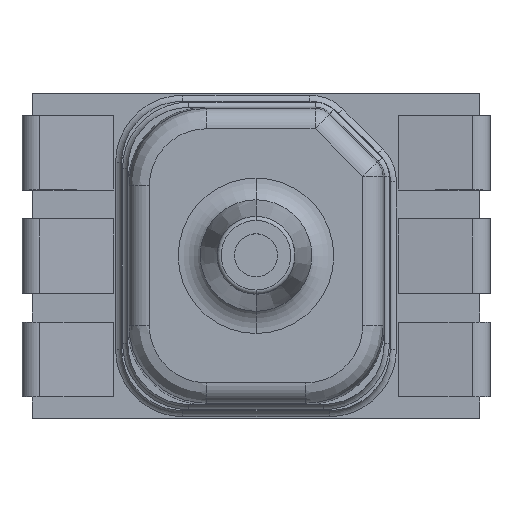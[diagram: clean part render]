
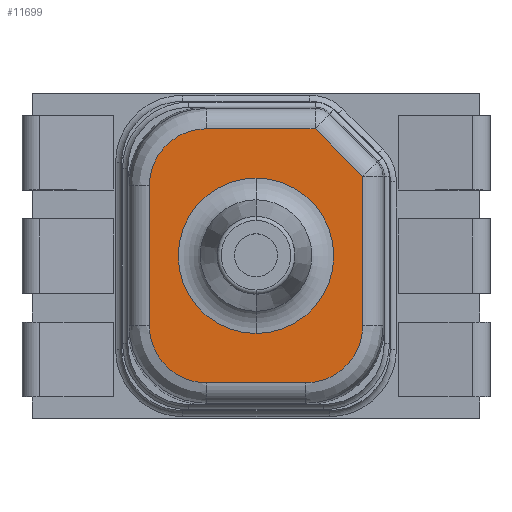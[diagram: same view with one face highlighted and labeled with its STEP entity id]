
A CAD part, top view. The second image highlights one B-rep face of the part: STEP entity #11699.
In plain terms, the highlighted planar face has unit normal (0, 0, 1).
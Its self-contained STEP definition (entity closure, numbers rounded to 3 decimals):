
#4072=DIRECTION('',(0.,1.,0.));
#4073=VECTOR('',#4072,3.671);
#4074=CARTESIAN_POINT('',(30.22,-41.72,2.61));
#4075=LINE('',#4074,#4073);
#4076=CARTESIAN_POINT('',(28.82,-43.12,2.61));
#4077=CARTESIAN_POINT('',(28.887,-43.12,2.61));
#4078=CARTESIAN_POINT('',(29.02,-43.111,2.61));
#4079=CARTESIAN_POINT('',(29.216,-43.068,2.61));
#4080=CARTESIAN_POINT('',(29.404,-42.998,2.61));
#4081=CARTESIAN_POINT('',(29.58,-42.902,2.61));
#4082=CARTESIAN_POINT('',(29.74,-42.782,2.61));
#4083=CARTESIAN_POINT('',(29.882,-42.64,2.61));
#4084=CARTESIAN_POINT('',(30.002,-42.48,2.61));
#4085=CARTESIAN_POINT('',(30.098,-42.304,2.61));
#4086=CARTESIAN_POINT('',(30.168,-42.116,2.61));
#4087=CARTESIAN_POINT('',(30.211,-41.92,2.61));
#4088=CARTESIAN_POINT('',(30.22,-41.787,2.61));
#4089=CARTESIAN_POINT('',(30.22,-41.72,2.61));
#4091=DIRECTION('',(1.,0.,0.));
#4092=VECTOR('',#4091,2.441);
#4093=CARTESIAN_POINT('',(26.38,-43.12,2.61));
#4094=LINE('',#4093,#4092);
#4095=CARTESIAN_POINT('',(24.98,-41.72,2.61));
#4096=CARTESIAN_POINT('',(24.98,-41.787,2.61));
#4097=CARTESIAN_POINT('',(24.989,-41.92,2.61));
#4098=CARTESIAN_POINT('',(25.032,-42.116,2.61));
#4099=CARTESIAN_POINT('',(25.102,-42.304,2.61));
#4100=CARTESIAN_POINT('',(25.198,-42.48,2.61));
#4101=CARTESIAN_POINT('',(25.318,-42.64,2.61));
#4102=CARTESIAN_POINT('',(25.46,-42.782,2.61));
#4103=CARTESIAN_POINT('',(25.62,-42.902,2.61));
#4104=CARTESIAN_POINT('',(25.796,-42.998,2.61));
#4105=CARTESIAN_POINT('',(25.984,-43.068,2.61));
#4106=CARTESIAN_POINT('',(26.18,-43.111,2.61));
#4107=CARTESIAN_POINT('',(26.313,-43.12,2.61));
#4108=CARTESIAN_POINT('',(26.38,-43.12,2.61));
#4110=DIRECTION('',(0.,-1.,0.));
#4111=VECTOR('',#4110,3.441);
#4112=CARTESIAN_POINT('',(24.98,-38.28,2.61));
#4113=LINE('',#4112,#4111);
#4114=CARTESIAN_POINT('',(26.38,-36.88,2.61));
#4115=CARTESIAN_POINT('',(26.313,-36.88,2.61));
#4116=CARTESIAN_POINT('',(26.18,-36.889,2.61));
#4117=CARTESIAN_POINT('',(25.984,-36.932,2.61));
#4118=CARTESIAN_POINT('',(25.796,-37.002,2.61));
#4119=CARTESIAN_POINT('',(25.62,-37.098,2.61));
#4120=CARTESIAN_POINT('',(25.46,-37.218,2.61));
#4121=CARTESIAN_POINT('',(25.318,-37.36,2.61));
#4122=CARTESIAN_POINT('',(25.198,-37.52,2.61));
#4123=CARTESIAN_POINT('',(25.102,-37.696,2.61));
#4124=CARTESIAN_POINT('',(25.032,-37.884,2.61));
#4125=CARTESIAN_POINT('',(24.989,-38.08,2.61));
#4126=CARTESIAN_POINT('',(24.98,-38.213,2.61));
#4127=CARTESIAN_POINT('',(24.98,-38.28,2.61));
#4129=DIRECTION('',(-1.,0.,0.));
#4130=VECTOR('',#4129,2.671);
#4131=CARTESIAN_POINT('',(29.051,-36.88,2.61));
#4132=LINE('',#4131,#4130);
#4133=DIRECTION('',(-0.707,0.707,0.));
#4134=VECTOR('',#4133,1.654);
#4135=CARTESIAN_POINT('',(30.22,-38.049,2.61));
#4136=LINE('',#4135,#4134);
#4137=CARTESIAN_POINT('',(27.6,-40.,2.61));
#4138=DIRECTION('',(0.,0.,1.));
#4139=DIRECTION('',(0.,1.,0.));
#4140=AXIS2_PLACEMENT_3D('',#4137,#4138,#4139);
#4142=CARTESIAN_POINT('',(27.6,-40.,2.61));
#4143=DIRECTION('',(0.,0.,1.));
#4144=DIRECTION('',(0.,-1.,0.));
#4145=AXIS2_PLACEMENT_3D('',#4142,#4143,#4144);
#4587=CARTESIAN_POINT('',(30.22,-41.72,2.61));
#4588=CARTESIAN_POINT('',(30.22,-38.049,2.61));
#4589=VERTEX_POINT('',#4587);
#4590=VERTEX_POINT('',#4588);
#4591=CARTESIAN_POINT('',(26.38,-43.12,2.61));
#4592=CARTESIAN_POINT('',(28.82,-43.12,2.61));
#4593=VERTEX_POINT('',#4591);
#4594=VERTEX_POINT('',#4592);
#4599=CARTESIAN_POINT('',(24.98,-38.28,2.61));
#4600=CARTESIAN_POINT('',(24.98,-41.72,2.61));
#4601=VERTEX_POINT('',#4599);
#4602=VERTEX_POINT('',#4600);
#4607=CARTESIAN_POINT('',(29.051,-36.88,2.61));
#4608=CARTESIAN_POINT('',(26.38,-36.88,2.61));
#4609=VERTEX_POINT('',#4607);
#4610=VERTEX_POINT('',#4608);
#4643=CARTESIAN_POINT('',(27.6,-38.09,2.61));
#4644=CARTESIAN_POINT('',(27.6,-41.91,2.61));
#4645=VERTEX_POINT('',#4643);
#4646=VERTEX_POINT('',#4644);
#11673=CARTESIAN_POINT('',(27.6,-40.,2.61));
#11674=DIRECTION('',(0.,0.,1.));
#11675=DIRECTION('',(0.,-1.,0.));
#11676=AXIS2_PLACEMENT_3D('',#11673,#11674,#11675);
#11677=PLANE('',#11676);
#11678=ORIENTED_EDGE('',*,*,#11551,.F.);
#11679=ORIENTED_EDGE('',*,*,#11652,.F.);
#11680=ORIENTED_EDGE('',*,*,#11664,.F.);
#11682=ORIENTED_EDGE('',*,*,#11681,.F.);
#11684=ORIENTED_EDGE('',*,*,#11683,.F.);
#11686=ORIENTED_EDGE('',*,*,#11685,.F.);
#11688=ORIENTED_EDGE('',*,*,#11687,.F.);
#11690=ORIENTED_EDGE('',*,*,#11689,.F.);
#11691=EDGE_LOOP('',(#11678,#11679,#11680,#11682,#11684,#11686,#11688,#11690));
#11692=FACE_OUTER_BOUND('',#11691,.F.);
#11694=ORIENTED_EDGE('',*,*,#11693,.T.);
#11696=ORIENTED_EDGE('',*,*,#11695,.T.);
#11697=EDGE_LOOP('',(#11694,#11696));
#11698=FACE_BOUND('',#11697,.F.);
#11699=ADVANCED_FACE('',(#11692,#11698),#11677,.T.);
#4090=B_SPLINE_CURVE_WITH_KNOTS('',3,(#4076,#4077,#4078,#4079,#4080,#4081,#4082,
#4083,#4084,#4085,#4086,#4087,#4088,#4089),.UNSPECIFIED.,.F.,.F.,(4,1,1,1,1,1,1,
1,1,1,1,4),(0.,0.091,0.182,0.273,
0.364,0.455,0.545,0.636,
0.727,0.818,0.909,1.),.UNSPECIFIED.);
#4109=B_SPLINE_CURVE_WITH_KNOTS('',3,(#4095,#4096,#4097,#4098,#4099,#4100,#4101,
#4102,#4103,#4104,#4105,#4106,#4107,#4108),.UNSPECIFIED.,.F.,.F.,(4,1,1,1,1,1,1,
1,1,1,1,4),(0.,0.091,0.182,0.273,
0.364,0.455,0.545,0.636,
0.727,0.818,0.909,1.),.UNSPECIFIED.);
#4128=B_SPLINE_CURVE_WITH_KNOTS('',3,(#4114,#4115,#4116,#4117,#4118,#4119,#4120,
#4121,#4122,#4123,#4124,#4125,#4126,#4127),.UNSPECIFIED.,.F.,.F.,(4,1,1,1,1,1,1,
1,1,1,1,4),(0.,0.091,0.182,0.273,
0.364,0.455,0.545,0.636,
0.727,0.818,0.909,1.),.UNSPECIFIED.);
#4141=CIRCLE('',#4140,1.91);
#4146=CIRCLE('',#4145,1.91);
#11551=EDGE_CURVE('',#4589,#4590,#4075,.T.);
#11652=EDGE_CURVE('',#4594,#4589,#4090,.T.);
#11664=EDGE_CURVE('',#4593,#4594,#4094,.T.);
#11681=EDGE_CURVE('',#4602,#4593,#4109,.T.);
#11683=EDGE_CURVE('',#4601,#4602,#4113,.T.);
#11685=EDGE_CURVE('',#4610,#4601,#4128,.T.);
#11687=EDGE_CURVE('',#4609,#4610,#4132,.T.);
#11689=EDGE_CURVE('',#4590,#4609,#4136,.T.);
#11693=EDGE_CURVE('',#4645,#4646,#4141,.T.);
#11695=EDGE_CURVE('',#4646,#4645,#4146,.T.);
